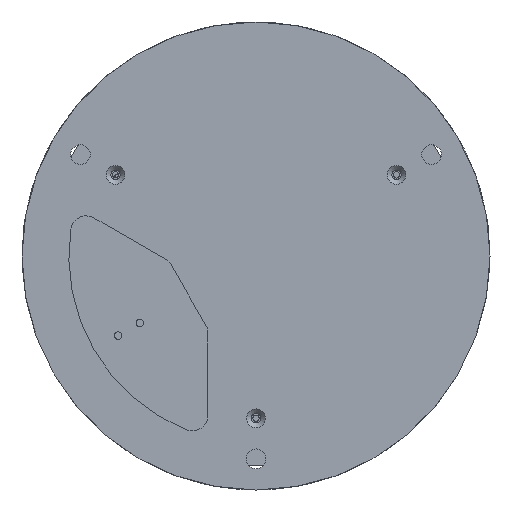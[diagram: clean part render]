
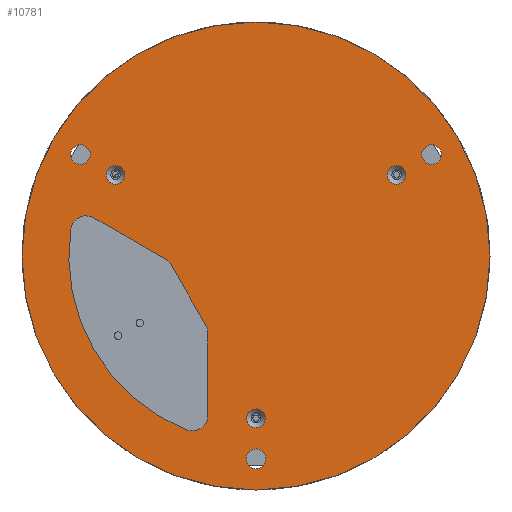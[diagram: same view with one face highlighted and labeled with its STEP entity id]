
A CAD part, front view. The second image highlights one B-rep face of the part: STEP entity #10781.
In plain terms, the highlighted planar face has unit normal (0, -1, 0).
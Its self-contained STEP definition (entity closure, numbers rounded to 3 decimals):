
#1872 = EDGE_CURVE ( 'NONE', #52796, #19068, #25783, .T. ) ;
#2201 = CARTESIAN_POINT ( 'NONE',  ( -15.401, 0., -24.665 ) ) ;
#2973 = ORIENTED_EDGE ( 'NONE', *, *, #9441, .T. ) ;
#3841 = CARTESIAN_POINT ( 'NONE',  ( 45.033, 0., 23. ) ) ;
#4439 = DIRECTION ( 'NONE',  ( 0., 0., -1. ) ) ;
#4537 = AXIS2_PLACEMENT_3D ( 'NONE', #89696, #16761, #81688 ) ;
#5010 = EDGE_CURVE ( 'NONE', #94501, #9388, #75106, .T. ) ;
#5078 = DIRECTION ( 'NONE',  ( 0., 0., 1. ) ) ;
#6527 = CARTESIAN_POINT ( 'NONE',  ( 0., 0., 0. ) ) ;
#6722 = EDGE_CURVE ( 'NONE', #78324, #25248, #19884, .T. ) ;
#7032 = VERTEX_POINT ( 'NONE', #98071 ) ;
#7710 = EDGE_CURVE ( 'NONE', #34140, #52796, #65832, .T. ) ;
#8873 = DIRECTION ( 'NONE',  ( 0., 0., -1. ) ) ;
#9388 = VERTEX_POINT ( 'NONE', #56228 ) ;
#9441 = EDGE_CURVE ( 'NONE', #35437, #35437, #63409, .T. ) ;
#10781 = ADVANCED_FACE ( 'NONE', ( #46484, #103409, #61897, #30508, #62944, #54955, #79434, #77341 ), #102362, .T. ) ;
#11187 = CARTESIAN_POINT ( 'NONE',  ( 0., 0., -52. ) ) ;
#11194 = CARTESIAN_POINT ( 'NONE',  ( -29.061, 0., -1.005 ) ) ;
#11314 = CARTESIAN_POINT ( 'NONE',  ( 0., 0., -68.15 ) ) ;
#12782 = ORIENTED_EDGE ( 'NONE', *, *, #28084, .F. ) ;
#13248 = ORIENTED_EDGE ( 'NONE', *, *, #63598, .F. ) ;
#15629 = VERTEX_POINT ( 'NONE', #39097 ) ;
#16010 = ORIENTED_EDGE ( 'NONE', *, *, #100304, .T. ) ;
#16761 = DIRECTION ( 'NONE',  ( 0., -1., 0. ) ) ;
#18341 = EDGE_LOOP ( 'NONE', ( #22748 ) ) ;
#18963 = ORIENTED_EDGE ( 'NONE', *, *, #7710, .F. ) ;
#19068 = VERTEX_POINT ( 'NONE', #24480 ) ;
#19261 = CIRCLE ( 'NONE', #78757, 5. ) ;
#19305 = VERTEX_POINT ( 'NONE', #3841 ) ;
#19884 = CIRCLE ( 'NONE', #4537, 60. ) ;
#21271 = LINE ( 'NONE', #37273, #90318 ) ;
#22748 = ORIENTED_EDGE ( 'NONE', *, *, #38528, .T. ) ;
#24480 = CARTESIAN_POINT ( 'NONE',  ( -51.934, 0., 12.201 ) ) ;
#25248 = VERTEX_POINT ( 'NONE', #27914 ) ;
#25783 = LINE ( 'NONE', #58233, #92909 ) ;
#27914 = CARTESIAN_POINT ( 'NONE',  ( -22.255, 0., -55.72 ) ) ;
#28084 = EDGE_CURVE ( 'NONE', #19068, #78324, #89721, .T. ) ;
#28187 = CIRCLE ( 'NONE', #35062, 3. ) ;
#28490 = AXIS2_PLACEMENT_3D ( 'NONE', #45510, #77928, #30562 ) ;
#29396 = ORIENTED_EDGE ( 'NONE', *, *, #39496, .F. ) ;
#29988 = EDGE_CURVE ( 'NONE', #61971, #61971, #98159, .T. ) ;
#30010 = CARTESIAN_POINT ( 'NONE',  ( -59.382, 0., 8.586 ) ) ;
#30472 = ORIENTED_EDGE ( 'NONE', *, *, #5010, .F. ) ;
#30508 = FACE_BOUND ( 'NONE', #88934, .T. ) ;
#30562 = DIRECTION ( 'NONE',  ( 0., 0., -1. ) ) ;
#31472 = CARTESIAN_POINT ( 'NONE',  ( -31.561, 0., -5.335 ) ) ;
#32204 = DIRECTION ( 'NONE',  ( 0., 0., -1. ) ) ;
#34047 = AXIS2_PLACEMENT_3D ( 'NONE', #89152, #88634, #32204 ) ;
#34140 = VERTEX_POINT ( 'NONE', #47638 ) ;
#34648 = EDGE_LOOP ( 'NONE', ( #2973 ) ) ;
#35062 = AXIS2_PLACEMENT_3D ( 'NONE', #57532, #35187, #67612 ) ;
#35187 = DIRECTION ( 'NONE',  ( 0., 1., 0. ) ) ;
#35437 = VERTEX_POINT ( 'NONE', #76365 ) ;
#36337 = VERTEX_POINT ( 'NONE', #91708 ) ;
#36452 = AXIS2_PLACEMENT_3D ( 'NONE', #102225, #77730, #62802 ) ;
#36807 = DIRECTION ( 'NONE',  ( 0., 0., -1. ) ) ;
#37273 = CARTESIAN_POINT ( 'NONE',  ( -27.231, 0., -2.835 ) ) ;
#37998 = AXIS2_PLACEMENT_3D ( 'NONE', #41347, #98287, #73779 ) ;
#38209 = CARTESIAN_POINT ( 'NONE',  ( -15.401, 0., -51.077 ) ) ;
#38528 = EDGE_CURVE ( 'NONE', #15629, #15629, #86890, .T. ) ;
#39028 = DIRECTION ( 'NONE',  ( 0., -1., 0. ) ) ;
#39097 = CARTESIAN_POINT ( 'NONE',  ( -45.033, 0., 23. ) ) ;
#39496 = EDGE_CURVE ( 'NONE', #7032, #34140, #21271, .T. ) ;
#41037 = DIRECTION ( 'NONE',  ( 0., -1., 0. ) ) ;
#41347 = CARTESIAN_POINT ( 'NONE',  ( -56.292, 0., 32.5 ) ) ;
#45317 = EDGE_CURVE ( 'NONE', #86990, #86990, #96898, .T. ) ;
#45510 = CARTESIAN_POINT ( 'NONE',  ( -54.434, 0., 7.871 ) ) ;
#46484 = FACE_OUTER_BOUND ( 'NONE', #82660, .T. ) ;
#47638 = CARTESIAN_POINT ( 'NONE',  ( -27.231, 0., -2.835 ) ) ;
#48580 = AXIS2_PLACEMENT_3D ( 'NONE', #91373, #49321, #8873 ) ;
#48823 = AXIS2_PLACEMENT_3D ( 'NONE', #31472, #41037, #97426 ) ;
#49321 = DIRECTION ( 'NONE',  ( 0., 1., 0. ) ) ;
#51822 = DIRECTION ( 'NONE',  ( -0.866, 0., 0.5 ) ) ;
#52796 = VERTEX_POINT ( 'NONE', #11194 ) ;
#54580 = AXIS2_PLACEMENT_3D ( 'NONE', #76692, #86280, #36807 ) ;
#54955 = FACE_BOUND ( 'NONE', #97092, .T. ) ;
#55070 = ORIENTED_EDGE ( 'NONE', *, *, #6722, .F. ) ;
#56077 = CARTESIAN_POINT ( 'NONE',  ( 56.292, 0., 29.35 ) ) ;
#56210 = ORIENTED_EDGE ( 'NONE', *, *, #29988, .T. ) ;
#56228 = CARTESIAN_POINT ( 'NONE',  ( -15.401, 0., -24.665 ) ) ;
#57071 = CIRCLE ( 'NONE', #48580, 3.15 ) ;
#57532 = CARTESIAN_POINT ( 'NONE',  ( 45.033, 0., 26. ) ) ;
#58233 = CARTESIAN_POINT ( 'NONE',  ( -29.061, 0., -1.005 ) ) ;
#59164 = AXIS2_PLACEMENT_3D ( 'NONE', #11187, #92626, #84633 ) ;
#61448 = ORIENTED_EDGE ( 'NONE', *, *, #45317, .T. ) ;
#61897 = FACE_BOUND ( 'NONE', #34648, .T. ) ;
#61971 = VERTEX_POINT ( 'NONE', #56077 ) ;
#62802 = DIRECTION ( 'NONE',  ( 0., 0., 1. ) ) ;
#62944 = FACE_BOUND ( 'NONE', #83893, .T. ) ;
#63409 = CIRCLE ( 'NONE', #37998, 3.15 ) ;
#63598 = EDGE_CURVE ( 'NONE', #25248, #94501, #82313, .T. ) ;
#65832 = CIRCLE ( 'NONE', #48823, 5. ) ;
#66976 = AXIS2_PLACEMENT_3D ( 'NONE', #6527, #39028, #4439 ) ;
#67612 = DIRECTION ( 'NONE',  ( 0., 0., -1. ) ) ;
#67786 = CARTESIAN_POINT ( 'NONE',  ( 56.292, 0., 32.5 ) ) ;
#68650 = ORIENTED_EDGE ( 'NONE', *, *, #1872, .F. ) ;
#68769 = VERTEX_POINT ( 'NONE', #11314 ) ;
#69358 = CIRCLE ( 'NONE', #59164, 3. ) ;
#70003 = DIRECTION ( 'NONE',  ( 0., -1., 0. ) ) ;
#71468 = ORIENTED_EDGE ( 'NONE', *, *, #101938, .T. ) ;
#71523 = CARTESIAN_POINT ( 'NONE',  ( 0., 0., -75. ) ) ;
#73467 = EDGE_CURVE ( 'NONE', #9388, #7032, #19261, .T. ) ;
#73779 = DIRECTION ( 'NONE',  ( 0., 0., -1. ) ) ;
#74101 = VECTOR ( 'NONE', #91631, 1000. ) ;
#75106 = LINE ( 'NONE', #2201, #74101 ) ;
#76365 = CARTESIAN_POINT ( 'NONE',  ( -56.292, 0., 29.35 ) ) ;
#76692 = CARTESIAN_POINT ( 'NONE',  ( -45.033, 0., 26. ) ) ;
#77341 = FACE_BOUND ( 'NONE', #98658, .T. ) ;
#77730 = DIRECTION ( 'NONE',  ( 0., -1., 0. ) ) ;
#77928 = DIRECTION ( 'NONE',  ( 0., -1., 0. ) ) ;
#77982 = CARTESIAN_POINT ( 'NONE',  ( -20.401, 0., -24.665 ) ) ;
#78324 = VERTEX_POINT ( 'NONE', #30010 ) ;
#78757 = AXIS2_PLACEMENT_3D ( 'NONE', #77982, #70003, #5078 ) ;
#79434 = FACE_BOUND ( 'NONE', #18341, .T. ) ;
#80724 = EDGE_LOOP ( 'NONE', ( #71468 ) ) ;
#81688 = DIRECTION ( 'NONE',  ( 0., 0., -1. ) ) ;
#82313 = CIRCLE ( 'NONE', #36452, 5. ) ;
#82660 = EDGE_LOOP ( 'NONE', ( #61448 ) ) ;
#83893 = EDGE_LOOP ( 'NONE', ( #16010 ) ) ;
#84633 = DIRECTION ( 'NONE',  ( 0., 0., -1. ) ) ;
#85878 = DIRECTION ( 'NONE',  ( 0., 0., -1. ) ) ;
#86280 = DIRECTION ( 'NONE',  ( 0., 1., 0. ) ) ;
#86890 = CIRCLE ( 'NONE', #54580, 3. ) ;
#86990 = VERTEX_POINT ( 'NONE', #71523 ) ;
#87258 = DIRECTION ( 'NONE',  ( -0.5, 0., 0.866 ) ) ;
#88634 = DIRECTION ( 'NONE',  ( 0., -1., 0. ) ) ;
#88934 = EDGE_LOOP ( 'NONE', ( #56210 ) ) ;
#89152 = CARTESIAN_POINT ( 'NONE',  ( 0., 0., 0. ) ) ;
#89696 = CARTESIAN_POINT ( 'NONE',  ( 0., 0., 0. ) ) ;
#89721 = CIRCLE ( 'NONE', #28490, 5. ) ;
#90012 = ORIENTED_EDGE ( 'NONE', *, *, #73467, .F. ) ;
#90318 = VECTOR ( 'NONE', #87258, 1000. ) ;
#91373 = CARTESIAN_POINT ( 'NONE',  ( 0., 0., -65. ) ) ;
#91631 = DIRECTION ( 'NONE',  ( 0., 0., 1. ) ) ;
#91708 = CARTESIAN_POINT ( 'NONE',  ( 0., 0., -55. ) ) ;
#92626 = DIRECTION ( 'NONE',  ( 0., 1., 0. ) ) ;
#92909 = VECTOR ( 'NONE', #51822, 1000. ) ;
#93856 = EDGE_CURVE ( 'NONE', #19305, #19305, #28187, .T. ) ;
#94501 = VERTEX_POINT ( 'NONE', #38209 ) ;
#94747 = AXIS2_PLACEMENT_3D ( 'NONE', #67786, #101307, #85878 ) ;
#96898 = CIRCLE ( 'NONE', #34047, 75. ) ;
#97092 = EDGE_LOOP ( 'NONE', ( #102299 ) ) ;
#97426 = DIRECTION ( 'NONE',  ( 0., 0., -1. ) ) ;
#98071 = CARTESIAN_POINT ( 'NONE',  ( -16.071, 0., -22.165 ) ) ;
#98159 = CIRCLE ( 'NONE', #94747, 3.15 ) ;
#98287 = DIRECTION ( 'NONE',  ( 0., 1., 0. ) ) ;
#98658 = EDGE_LOOP ( 'NONE', ( #13248, #55070, #12782, #68650, #18963, #29396, #90012, #30472 ) ) ;
#100304 = EDGE_CURVE ( 'NONE', #36337, #36337, #69358, .T. ) ;
#101307 = DIRECTION ( 'NONE',  ( 0., 1., 0. ) ) ;
#101938 = EDGE_CURVE ( 'NONE', #68769, #68769, #57071, .T. ) ;
#102225 = CARTESIAN_POINT ( 'NONE',  ( -20.401, 0., -51.077 ) ) ;
#102299 = ORIENTED_EDGE ( 'NONE', *, *, #93856, .T. ) ;
#102362 = PLANE ( 'NONE',  #66976 ) ;
#103409 = FACE_BOUND ( 'NONE', #80724, .T. ) ;
